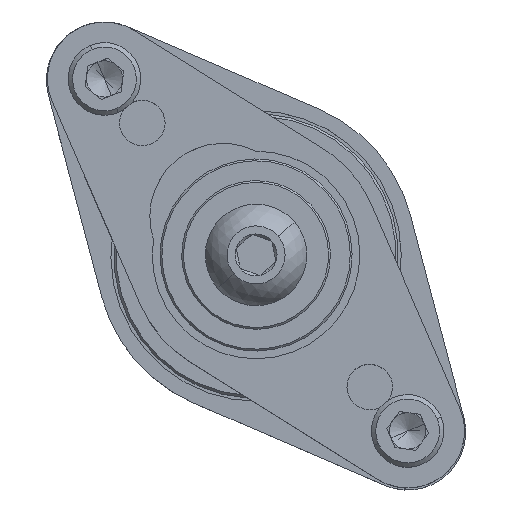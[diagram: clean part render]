
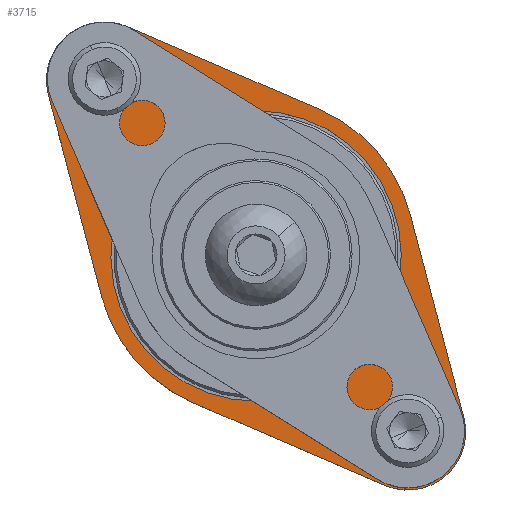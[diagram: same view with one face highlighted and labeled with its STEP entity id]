
A CAD part, top view. The second image highlights one B-rep face of the part: STEP entity #3715.
In plain terms, the highlighted planar face has unit normal (0, 0, 1).
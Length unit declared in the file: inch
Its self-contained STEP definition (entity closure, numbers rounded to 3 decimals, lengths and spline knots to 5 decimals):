
#30 = LINE ( 'NONE', #11514, #2379 ) ;
#56 = VERTEX_POINT ( 'NONE', #4608 ) ;
#99 = DIRECTION ( 'NONE',  ( 1., 0., 0. ) ) ;
#160 = FACE_OUTER_BOUND ( 'NONE', #8258, .T. ) ;
#176 = DIRECTION ( 'NONE',  ( 1., 0., 0. ) ) ;
#208 = CARTESIAN_POINT ( 'NONE',  ( 0.625, 0., 0.05906 ) ) ;
#247 = CIRCLE ( 'NONE', #9252, 0.098 ) ;
#464 = EDGE_LOOP ( 'NONE', ( #6125, #1138 ) ) ;
#677 = AXIS2_PLACEMENT_3D ( 'NONE', #7757, #9759, #176 ) ;
#735 = CARTESIAN_POINT ( 'NONE',  ( 1.10938, -0.2248, 0.05906 ) ) ;
#812 = CARTESIAN_POINT ( 'NONE',  ( -1., 0., 0.05906 ) ) ;
#1138 = ORIENTED_EDGE ( 'NONE', *, *, #6048, .F. ) ;
#1305 = CIRCLE ( 'NONE', #4103, 0.25 ) ;
#1368 = DIRECTION ( 'NONE',  ( -0.899, 0.437, 0. ) ) ;
#1487 = DIRECTION ( 'NONE',  ( 0., 0., 1. ) ) ;
#1631 = DIRECTION ( 'NONE',  ( 0., 0., 1. ) ) ;
#1677 = CARTESIAN_POINT ( 'NONE',  ( -1.10938, 0.2248, 0.05906 ) ) ;
#1756 = EDGE_CURVE ( 'NONE', #7615, #12112, #9808, .T. ) ;
#1854 = PLANE ( 'NONE',  #2547 ) ;
#1896 = CARTESIAN_POINT ( 'NONE',  ( -0.30078, 0.61821, 0.05906 ) ) ;
#1996 = CIRCLE ( 'NONE', #5814, 0.25 ) ;
#2090 = CARTESIAN_POINT ( 'NONE',  ( 1., 0., 0.05906 ) ) ;
#2141 = VERTEX_POINT ( 'NONE', #208 ) ;
#2379 = VECTOR ( 'NONE', #11575, 39.37008 ) ;
#2459 = CARTESIAN_POINT ( 'NONE',  ( -1.10938, -0.2248, 0.05906 ) ) ;
#2490 = CIRCLE ( 'NONE', #9488, 0.098 ) ;
#2547 = AXIS2_PLACEMENT_3D ( 'NONE', #5696, #9496, #99 ) ;
#2673 = AXIS2_PLACEMENT_3D ( 'NONE', #812, #1631, #4519 ) ;
#2846 = ORIENTED_EDGE ( 'NONE', *, *, #9233, .F. ) ;
#2866 = DIRECTION ( 'NONE',  ( 0.899, -0.437, 0. ) ) ;
#2993 = VERTEX_POINT ( 'NONE', #735 ) ;
#3201 = EDGE_CURVE ( 'NONE', #56, #11262, #9730, .T. ) ;
#3246 = LINE ( 'NONE', #5263, #5480 ) ;
#3342 = CARTESIAN_POINT ( 'NONE',  ( 0., 0., 0.05906 ) ) ;
#3426 = EDGE_CURVE ( 'NONE', #12112, #12065, #10352, .T. ) ;
#3446 = EDGE_LOOP ( 'NONE', ( #6866, #9505 ) ) ;
#3648 = ORIENTED_EDGE ( 'NONE', *, *, #9407, .T. ) ;
#3695 = CARTESIAN_POINT ( 'NONE',  ( 1.10938, 0.2248, 0.05906 ) ) ;
#3715 = ADVANCED_FACE ( 'NONE', ( #6629, #10569, #11450, #160 ), #1854, .T. ) ;
#3793 = ORIENTED_EDGE ( 'NONE', *, *, #6323, .T. ) ;
#4103 = AXIS2_PLACEMENT_3D ( 'NONE', #10411, #9641, #7588 ) ;
#4153 = VERTEX_POINT ( 'NONE', #9122 ) ;
#4208 = VERTEX_POINT ( 'NONE', #11032 ) ;
#4290 = CARTESIAN_POINT ( 'NONE',  ( 0., 0., 0.05906 ) ) ;
#4295 = EDGE_CURVE ( 'NONE', #11262, #11366, #11090, .T. ) ;
#4333 = AXIS2_PLACEMENT_3D ( 'NONE', #4290, #7307, #11137 ) ;
#4348 = DIRECTION ( 'NONE',  ( 1., 0., 0. ) ) ;
#4420 = CARTESIAN_POINT ( 'NONE',  ( -0.625, 0., 0.05906 ) ) ;
#4509 = CARTESIAN_POINT ( 'NONE',  ( 0., 0., 0.05906 ) ) ;
#4519 = DIRECTION ( 'NONE',  ( 1., 0., 0. ) ) ;
#4592 = AXIS2_PLACEMENT_3D ( 'NONE', #3342, #9158, #4348 ) ;
#4608 = CARTESIAN_POINT ( 'NONE',  ( 0.30078, 0.61821, 0.05906 ) ) ;
#4824 = CARTESIAN_POINT ( 'NONE',  ( -0.30078, -0.61821, 0.05906 ) ) ;
#4994 = AXIS2_PLACEMENT_3D ( 'NONE', #10884, #9986, #10747 ) ;
#5063 = CARTESIAN_POINT ( 'NONE',  ( -1., 0., 0.05906 ) ) ;
#5090 = CIRCLE ( 'NONE', #2673, 0.25 ) ;
#5177 = VECTOR ( 'NONE', #10139, 39.37008 ) ;
#5195 = CARTESIAN_POINT ( 'NONE',  ( -0.902, 0., 0.05906 ) ) ;
#5211 = CARTESIAN_POINT ( 'NONE',  ( 0., 0., 0.05906 ) ) ;
#5263 = CARTESIAN_POINT ( 'NONE',  ( 1.10938, 0.2248, 0.05906 ) ) ;
#5272 = DIRECTION ( 'NONE',  ( 1., 0., 0. ) ) ;
#5392 = ORIENTED_EDGE ( 'NONE', *, *, #8698, .T. ) ;
#5480 = VECTOR ( 'NONE', #1368, 39.37008 ) ;
#5523 = VERTEX_POINT ( 'NONE', #5195 ) ;
#5696 = CARTESIAN_POINT ( 'NONE',  ( 1., 0., 0.05906 ) ) ;
#5708 = DIRECTION ( 'NONE',  ( 1., 0., 0. ) ) ;
#5814 = AXIS2_PLACEMENT_3D ( 'NONE', #5063, #8862, #6814 ) ;
#6048 = EDGE_CURVE ( 'NONE', #10156, #2141, #11592, .T. ) ;
#6079 = DIRECTION ( 'NONE',  ( 1., 0., 0. ) ) ;
#6125 = ORIENTED_EDGE ( 'NONE', *, *, #6206, .F. ) ;
#6204 = ORIENTED_EDGE ( 'NONE', *, *, #4295, .T. ) ;
#6206 = EDGE_CURVE ( 'NONE', #2141, #10156, #10187, .T. ) ;
#6323 = EDGE_CURVE ( 'NONE', #12065, #2993, #30, .T. ) ;
#6376 = EDGE_CURVE ( 'NONE', #5523, #4208, #9375, .T. ) ;
#6397 = DIRECTION ( 'NONE',  ( 1., 0., 0. ) ) ;
#6629 = FACE_BOUND ( 'NONE', #6772, .T. ) ;
#6772 = EDGE_LOOP ( 'NONE', ( #2846, #6804 ) ) ;
#6804 = ORIENTED_EDGE ( 'NONE', *, *, #6376, .F. ) ;
#6814 = DIRECTION ( 'NONE',  ( 1., 0., 0. ) ) ;
#6866 = ORIENTED_EDGE ( 'NONE', *, *, #11421, .F. ) ;
#6913 = CARTESIAN_POINT ( 'NONE',  ( 0.902, 0., 0.05906 ) ) ;
#7038 = ORIENTED_EDGE ( 'NONE', *, *, #11951, .T. ) ;
#7076 = EDGE_CURVE ( 'NONE', #11366, #4153, #1996, .T. ) ;
#7081 = CARTESIAN_POINT ( 'NONE',  ( 1., 0., 0.05906 ) ) ;
#7307 = DIRECTION ( 'NONE',  ( 0., 0., 1. ) ) ;
#7588 = DIRECTION ( 'NONE',  ( 1., 0., 0. ) ) ;
#7615 = VERTEX_POINT ( 'NONE', #2459 ) ;
#7757 = CARTESIAN_POINT ( 'NONE',  ( -1., 0., 0.05906 ) ) ;
#7761 = ORIENTED_EDGE ( 'NONE', *, *, #3201, .T. ) ;
#8141 = DIRECTION ( 'NONE',  ( 0., 0., 1. ) ) ;
#8258 = EDGE_LOOP ( 'NONE', ( #7038, #3648, #7761, #6204, #9490, #5392, #10650, #11754, #3793 ) ) ;
#8360 = VERTEX_POINT ( 'NONE', #6913 ) ;
#8513 = DIRECTION ( 'NONE',  ( 0., 0., 1. ) ) ;
#8624 = CARTESIAN_POINT ( 'NONE',  ( 1.098, 0., 0.05906 ) ) ;
#8698 = EDGE_CURVE ( 'NONE', #4153, #7615, #5090, .T. ) ;
#8775 = CARTESIAN_POINT ( 'NONE',  ( -1.10938, 0.2248, 0.05906 ) ) ;
#8862 = DIRECTION ( 'NONE',  ( 0., 0., 1. ) ) ;
#9122 = CARTESIAN_POINT ( 'NONE',  ( -1.25, 0., 0.05906 ) ) ;
#9158 = DIRECTION ( 'NONE',  ( 0., 0., 1. ) ) ;
#9233 = EDGE_CURVE ( 'NONE', #4208, #5523, #9878, .T. ) ;
#9252 = AXIS2_PLACEMENT_3D ( 'NONE', #7081, #1487, #6079 ) ;
#9375 = CIRCLE ( 'NONE', #4994, 0.098 ) ;
#9380 = EDGE_CURVE ( 'NONE', #9690, #8360, #247, .T. ) ;
#9407 = EDGE_CURVE ( 'NONE', #11872, #56, #3246, .T. ) ;
#9488 = AXIS2_PLACEMENT_3D ( 'NONE', #2090, #10146, #6397 ) ;
#9490 = ORIENTED_EDGE ( 'NONE', *, *, #7076, .T. ) ;
#9496 = DIRECTION ( 'NONE',  ( 0., 0., 1. ) ) ;
#9505 = ORIENTED_EDGE ( 'NONE', *, *, #9380, .F. ) ;
#9641 = DIRECTION ( 'NONE',  ( 0., 0., 1. ) ) ;
#9690 = VERTEX_POINT ( 'NONE', #8624 ) ;
#9730 = CIRCLE ( 'NONE', #4333, 0.6875 ) ;
#9759 = DIRECTION ( 'NONE',  ( 0., 0., 1. ) ) ;
#9808 = LINE ( 'NONE', #4824, #10487 ) ;
#9878 = CIRCLE ( 'NONE', #677, 0.098 ) ;
#9986 = DIRECTION ( 'NONE',  ( 0., 0., 1. ) ) ;
#10025 = CARTESIAN_POINT ( 'NONE',  ( -0.30078, -0.61821, 0.05906 ) ) ;
#10139 = DIRECTION ( 'NONE',  ( -0.899, -0.437, 0. ) ) ;
#10146 = DIRECTION ( 'NONE',  ( 0., 0., 1. ) ) ;
#10156 = VERTEX_POINT ( 'NONE', #4420 ) ;
#10187 = CIRCLE ( 'NONE', #11789, 0.625 ) ;
#10352 = CIRCLE ( 'NONE', #12154, 0.6875 ) ;
#10411 = CARTESIAN_POINT ( 'NONE',  ( 1., 0., 0.05906 ) ) ;
#10487 = VECTOR ( 'NONE', #2866, 39.37008 ) ;
#10569 = FACE_BOUND ( 'NONE', #3446, .T. ) ;
#10650 = ORIENTED_EDGE ( 'NONE', *, *, #1756, .T. ) ;
#10747 = DIRECTION ( 'NONE',  ( 1., 0., 0. ) ) ;
#10884 = CARTESIAN_POINT ( 'NONE',  ( -1., 0., 0.05906 ) ) ;
#11032 = CARTESIAN_POINT ( 'NONE',  ( -1.098, 0., 0.05906 ) ) ;
#11043 = CARTESIAN_POINT ( 'NONE',  ( 0.30078, -0.61821, 0.05906 ) ) ;
#11090 = LINE ( 'NONE', #1677, #5177 ) ;
#11137 = DIRECTION ( 'NONE',  ( 1., 0., 0. ) ) ;
#11262 = VERTEX_POINT ( 'NONE', #1896 ) ;
#11366 = VERTEX_POINT ( 'NONE', #8775 ) ;
#11421 = EDGE_CURVE ( 'NONE', #8360, #9690, #2490, .T. ) ;
#11450 = FACE_BOUND ( 'NONE', #464, .T. ) ;
#11514 = CARTESIAN_POINT ( 'NONE',  ( 1.10938, -0.2248, 0.05906 ) ) ;
#11575 = DIRECTION ( 'NONE',  ( 0.899, 0.437, 0. ) ) ;
#11592 = CIRCLE ( 'NONE', #4592, 0.625 ) ;
#11754 = ORIENTED_EDGE ( 'NONE', *, *, #3426, .T. ) ;
#11789 = AXIS2_PLACEMENT_3D ( 'NONE', #5211, #8141, #5272 ) ;
#11872 = VERTEX_POINT ( 'NONE', #3695 ) ;
#11951 = EDGE_CURVE ( 'NONE', #2993, #11872, #1305, .T. ) ;
#12065 = VERTEX_POINT ( 'NONE', #11043 ) ;
#12112 = VERTEX_POINT ( 'NONE', #10025 ) ;
#12154 = AXIS2_PLACEMENT_3D ( 'NONE', #4509, #8513, #5708 ) ;
